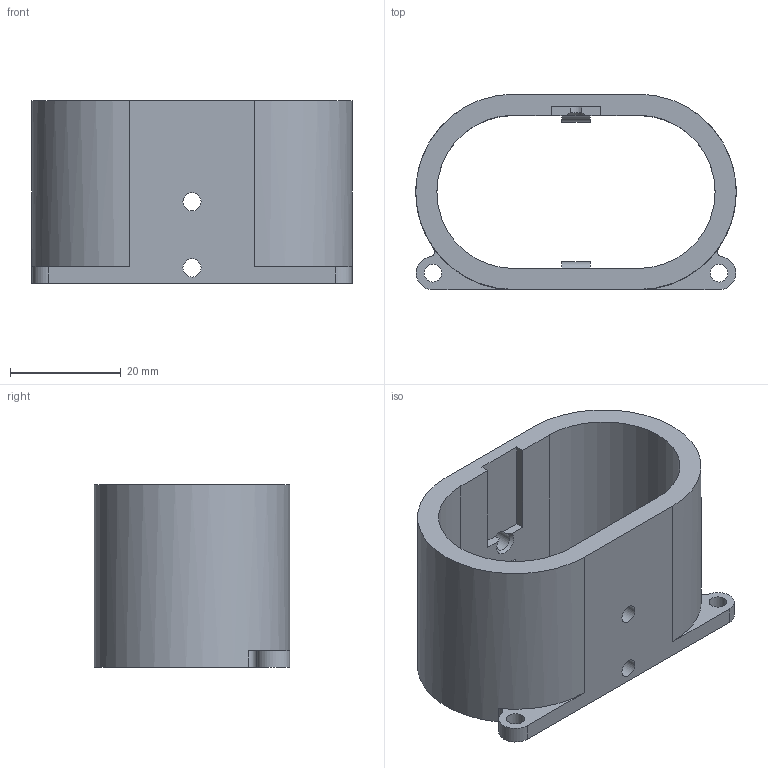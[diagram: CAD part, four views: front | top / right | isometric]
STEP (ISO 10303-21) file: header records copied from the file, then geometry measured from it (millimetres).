
FILE_DESCRIPTION(/* description */ (''),/* implementation_level */ '2;1');
FILE_NAME(/* name */ 'batteryholder v5.step',/* time_stamp */ '2020-08-29T09:51:53-07:00',/* author */ (''),/* organization */ (''),/* preprocessor_version */ 'ST-DEVELOPER v18.1',/* originating_system */ 'Autodesk Translation Framework v9.3.0.1241',/* authorisation */ '');
FILE_SCHEMA (('AUTOMOTIVE_DESIGN { 1 0 10303 214 3 1 1 }'));
Length unit declared in the file: inch
Products named in the file (1): batteryholder
Bounding box: 57.91 x 35.31 x 33.02 mm (x, y, z)
Volume: 18043.1 mm3; surface area: 11034.4 mm2
Topology: 1 solids, 1 shells, 37 faces, 99 edges, 65 vertices
Faces by surface type: plane 17, cylinder 16, cone 4
Full cylindrical faces by diameter (mm): 3.2 x2, 3.302 x4
Entity records: 1230 total; most frequent: DIRECTION 213, CARTESIAN_POINT 206, ORIENTED_EDGE 198, EDGE_CURVE 99, AXIS2_PLACEMENT_3D 78, VERTEX_POINT 65, LINE 57, VECTOR 57
